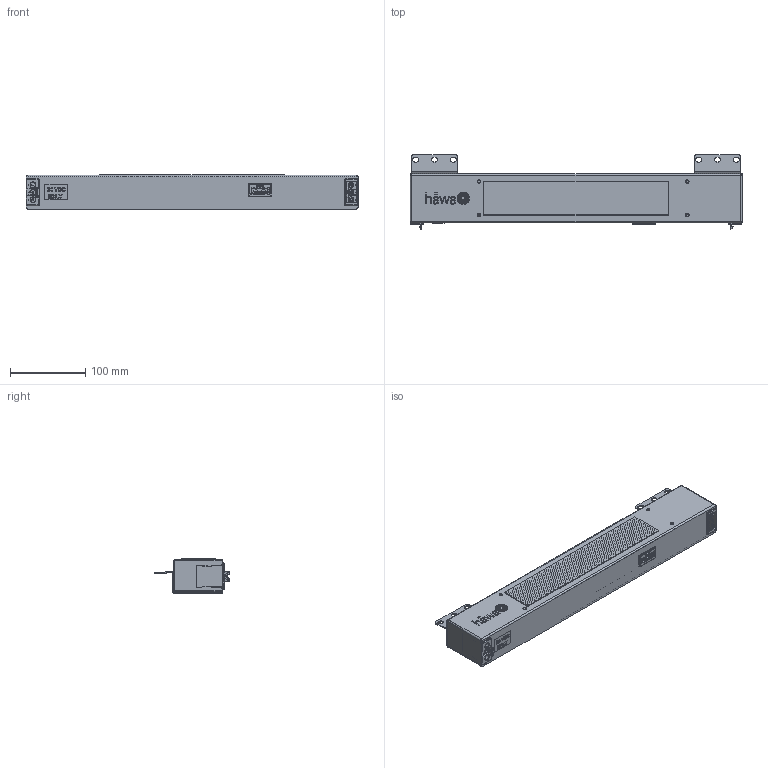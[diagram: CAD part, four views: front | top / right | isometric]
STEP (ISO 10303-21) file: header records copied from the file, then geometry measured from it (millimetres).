
FILE_DESCRIPTION (( 'STEP AP214' ), '1' );
FILE_NAME ('3080-7042-35-07.step', '2023-06-13T11:33:09', ( '' ), ( '' ), 'SwSTEP 2.0', 'SolidWorks 2019', '' );
FILE_SCHEMA (( 'AUTOMOTIVE_DESIGN' ));
Length unit declared in the file: millimetre
Products named in the file (16): Schale^Oberschale_3080-7042-35-07; 3080-7042-35-07; Stecker (male) Tuerschalter^3080-7042-35-07; Stecker (female)^3080-7042-35-07; 1^Oberschale_3080-7042-35-07; Diffusor^3080-7042-35-07; Schale^Unterschale_3080-7042-35-07; Logo^SOL; Schraube^3080-7042-35-07; 24V^SOL; 1^Unterschale_3080-7042-35-07; Unterschale^3080-7042-35-07; Stecker (male)^3080-7042-35-07; Oberschale^3080-7042-35-07; Sensor^3080-7042-35-07
Assembly tree (19 placements, depth 4):
  3080-7042-35-07
    3080-7042-35-07
      Unterschale^3080-7042-35-07
        Schale^Unterschale_3080-7042-35-07
        1^Unterschale_3080-7042-35-07  x4
      Sensor^3080-7042-35-07
      Oberschale^3080-7042-35-07
        Schale^Oberschale_3080-7042-35-07
        1^Oberschale_3080-7042-35-07
      Schraube^3080-7042-35-07  x2
      Stecker (female)^3080-7042-35-07
      Stecker (male)^3080-7042-35-07
      Stecker (male) Tuerschalter^3080-7042-35-07
      Diffusor^3080-7042-35-07
    Logo^SOL
    24V^SOL
Bounding box: 440 x 98.55 x 46.35 mm (x, y, z)
Volume: 175359 mm3; surface area: 280074.7 mm2
Topology: 25 solids, 27 shells, 3607 faces, 9511 edges, 6030 vertices
Faces by surface type: plane 1917, cylinder 997, bspline 326, cone 228, torus 97, sphere 42
Entity records: 124865 total; most frequent: CARTESIAN_POINT 40758, ORIENTED_EDGE 18392, DIRECTION 15691, EDGE_CURVE 9196, VERTEX_POINT 5863, LINE 5381, VECTOR 5381, AXIS2_PLACEMENT_3D 5155
